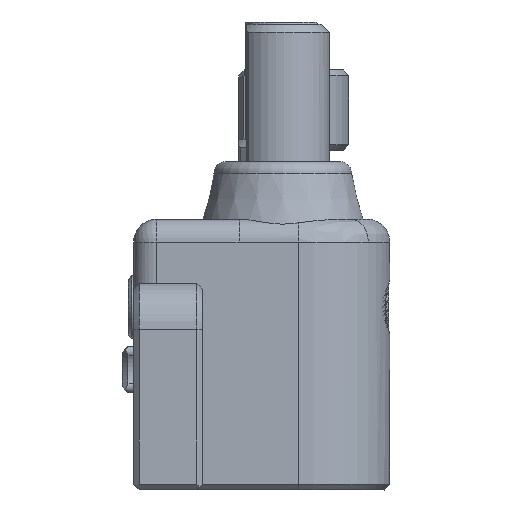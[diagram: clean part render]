
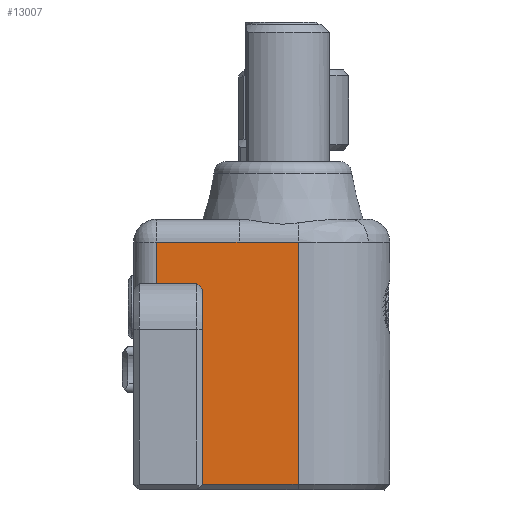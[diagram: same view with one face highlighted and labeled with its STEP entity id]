
A CAD part, left-side view. The second image highlights one B-rep face of the part: STEP entity #13007.
In plain terms, the highlighted planar face has unit normal (-1, 0, 0).
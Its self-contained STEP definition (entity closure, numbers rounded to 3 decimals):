
#482=PLANE('',#14009);
#889=FACE_OUTER_BOUND('',#1679,.T.);
#1679=EDGE_LOOP('',(#8907,#8908,#8909,#8910,#8911,#8912,#8913,#8914));
#3705=LINE('',#18353,#4478);
#3719=LINE('',#18387,#4492);
#3722=LINE('',#18392,#4495);
#3735=LINE('',#18430,#4508);
#3742=LINE('',#18465,#4515);
#3743=LINE('',#18469,#4516);
#3744=LINE('',#18471,#4517);
#3745=LINE('',#18472,#4518);
#4478=VECTOR('',#15231,10.);
#4492=VECTOR('',#15265,10.);
#4495=VECTOR('',#15270,10.);
#4508=VECTOR('',#15305,10.);
#4515=VECTOR('',#15330,10.);
#4516=VECTOR('',#15335,10.);
#4517=VECTOR('',#15336,8.);
#4518=VECTOR('',#15337,10.);
#5292=VERTEX_POINT('',#18350);
#5293=VERTEX_POINT('',#18352);
#5303=VERTEX_POINT('',#18386);
#5304=VERTEX_POINT('',#18390);
#5318=VERTEX_POINT('',#18428);
#5324=VERTEX_POINT('',#18464);
#5325=VERTEX_POINT('',#18468);
#5326=VERTEX_POINT('',#18470);
#6653=EDGE_CURVE('',#5293,#5292,#3705,.T.);
#6670=EDGE_CURVE('',#5303,#5292,#3719,.F.);
#6673=EDGE_CURVE('',#5303,#5304,#3722,.T.);
#6693=EDGE_CURVE('',#5293,#5318,#3735,.T.);
#6704=EDGE_CURVE('',#5318,#5324,#3742,.T.);
#6706=EDGE_CURVE('',#5325,#5304,#3743,.T.);
#6707=EDGE_CURVE('',#5325,#5326,#3744,.T.);
#6708=EDGE_CURVE('',#5324,#5326,#3745,.T.);
#8907=ORIENTED_EDGE('',*,*,#6693,.F.);
#8908=ORIENTED_EDGE('',*,*,#6653,.T.);
#8909=ORIENTED_EDGE('',*,*,#6670,.F.);
#8910=ORIENTED_EDGE('',*,*,#6673,.T.);
#8911=ORIENTED_EDGE('',*,*,#6706,.F.);
#8912=ORIENTED_EDGE('',*,*,#6707,.T.);
#8913=ORIENTED_EDGE('',*,*,#6708,.F.);
#8914=ORIENTED_EDGE('',*,*,#6704,.F.);
#13007=ADVANCED_FACE('',(#889),#482,.T.);
#14009=AXIS2_PLACEMENT_3D('',#18467,#15333,#15334);
#15231=DIRECTION('',(0.,-1.,0.));
#15265=DIRECTION('',(0.,-0.707,-0.707));
#15270=DIRECTION('',(0.,0.,-1.));
#15305=DIRECTION('',(0.,0.,1.));
#15330=DIRECTION('',(0.,-1.,0.));
#15333=DIRECTION('center_axis',(-1.,0.,0.));
#15334=DIRECTION('ref_axis',(0.,0.,
-1.));
#15335=DIRECTION('',(0.,1.,0.));
#15336=DIRECTION('',(0.,0.,1.));
#15337=DIRECTION('',(0.,-1.,0.));
#18350=CARTESIAN_POINT('',(13.438,11.789,-0.023));
#18352=CARTESIAN_POINT('',(13.438,15.289,-0.023));
#18353=CARTESIAN_POINT('',(13.438,11.289,-0.023));
#18386=CARTESIAN_POINT('',(13.438,11.289,-0.523));
#18387=CARTESIAN_POINT('',(13.438,8.567,-3.245));
#18390=CARTESIAN_POINT('',(13.438,11.289,-17.523));
#18392=CARTESIAN_POINT('',(13.438,11.289,-4.923));
#18428=CARTESIAN_POINT('',(13.438,15.289,3.577));
#18430=CARTESIAN_POINT('',(13.438,15.289,-7.247));
#18464=CARTESIAN_POINT('',(13.438,8.107,3.577));
#18465=CARTESIAN_POINT('',(13.438,5.714,3.577));
#18467=CARTESIAN_POINT('Origin',(13.438,5.3,-5.923));
#18468=CARTESIAN_POINT('',(13.438,2.965,-17.523));
#18469=CARTESIAN_POINT('',(13.438,-0.818,-17.523));
#18470=CARTESIAN_POINT('',(13.438,2.965,3.577));
#18471=CARTESIAN_POINT('',(13.438,2.965,-9.923));
#18472=CARTESIAN_POINT('',(13.438,5.714,3.577));
